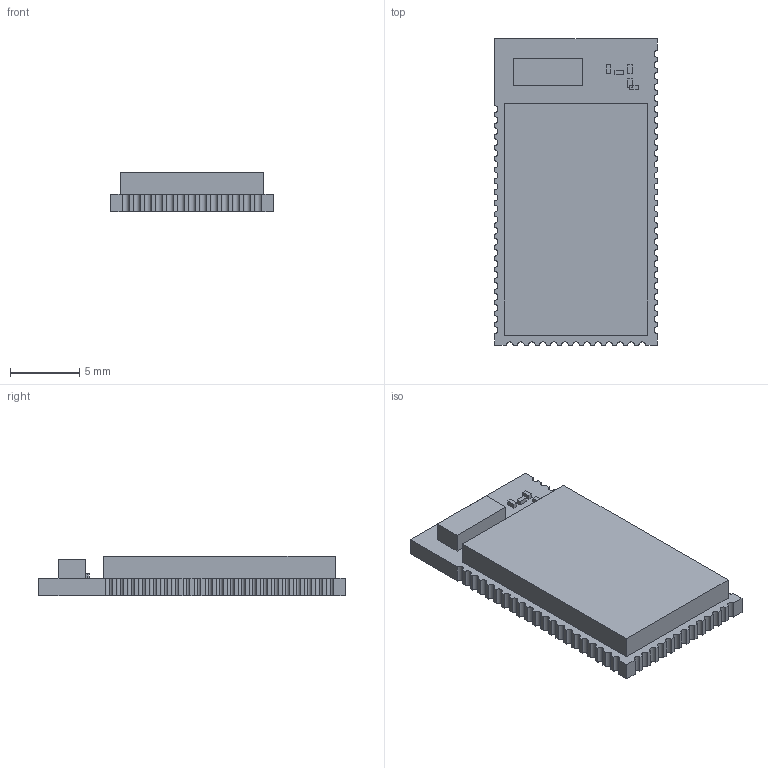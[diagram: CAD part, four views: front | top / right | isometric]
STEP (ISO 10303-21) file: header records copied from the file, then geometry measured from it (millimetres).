
FILE_DESCRIPTION(('Open CASCADE Model'),'2;1');
FILE_NAME('Open CASCADE Shape Model','2024-08-18T11:36:04',('Author'),( 'Open CASCADE'),'Open CASCADE STEP processor 6.8','Open CASCADE 6.8' ,'Unknown');
FILE_SCHEMA(('AUTOMOTIVE_DESIGN { 1 0 10303 214 1 1 1 1 }'));
Length unit declared in the file: millimetre
Products named in the file (58): PCB; Board; Open CASCADE STEP translator 6.8 4.1.1; Open CASCADE STEP translator 6.8 4.1.1.1; R2; 6075704832; Extruded; SH1; 6075706352; R1; 6075704672; U2; 6075705472; C21; U1; 6075704992; C5; 6075706192; C4; L2; 6075705792; C19; C17; X1; 6075705152; L1; F1; 6075705312; C16; C15; C14; C13; C12; C11; C10; C9; C8; C7; C6; C18 ...
Assembly tree (78 placements, depth 4):
  PCB
    Board
      Open CASCADE STEP translator 6.8 4.1.1
        Open CASCADE STEP translator 6.8 4.1.1.1
    R2
      6075704832
        Extruded
    SH1
      6075706352
        Extruded
    R1
      6075704672
        Extruded
    U2
      6075705472
        Extruded
    C21
      6075704672
        Extruded
    U1
      6075704992
        Extruded
    C5
      6075706192
        Extruded
    C4
      6075706192
        Extruded
    L2
      6075705792
        Extruded
    C19
      6075706192
        Extruded
    C17
      6075704672
        Extruded
    X1
      6075705152
        Extruded
    L1
      6075705792
        Extruded
    F1
      6075705312
        Extruded
    C16
      6075704672
        Extruded
    C15
      6075704672
        Extruded
    C14
      6075704672
        Extruded
    C13
      6075706192
        Extruded
    C12
      6075706192
Bounding box: 11.8 x 22.2 x 2.85 mm (x, y, z)
Volume: 668 mm3; surface area: 1330.1 mm2
Topology: 33 solids, 33 shells, 339 faces, 819 edges, 546 vertices
Faces by surface type: plane 258, cylinder 81
Entity records: 7951 total; most frequent: DIRECTION 1313, CARTESIAN_POINT 1237, ORIENTED_EDGE 1134, EDGE_CURVE 567, AXIS2_PLACEMENT_3D 454, LINE 405, VECTOR 405, VERTEX_POINT 378
